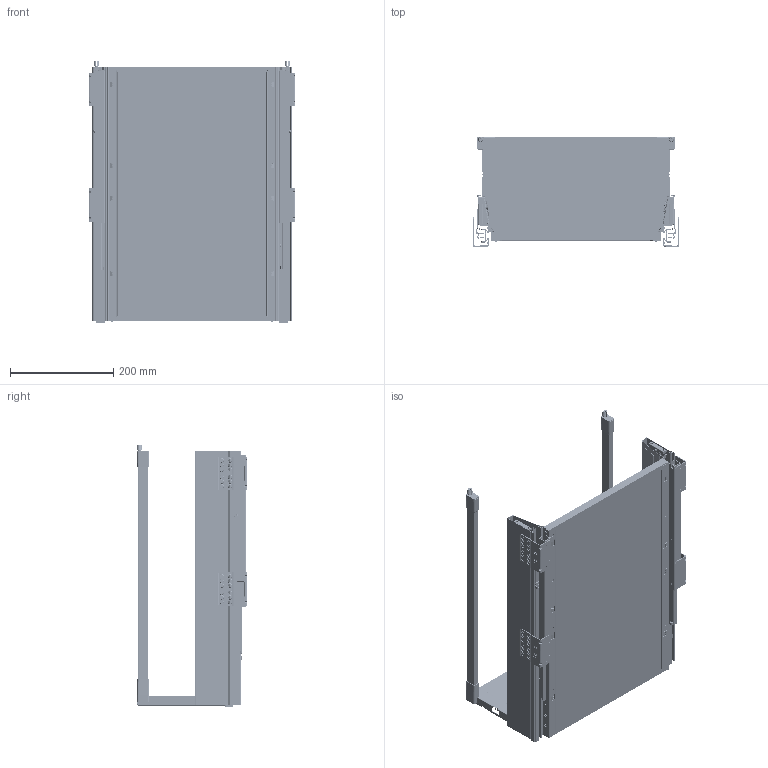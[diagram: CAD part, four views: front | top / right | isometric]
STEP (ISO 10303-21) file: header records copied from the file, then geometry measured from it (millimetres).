
FILE_DESCRIPTION(/* description */ (''),/* implementation_level */ '2;1');
FILE_NAME(/* name */ 'PB-MBPRO-KPL500C_C1.stp',/* time_stamp */ '2025-03-11T14:12:33+01:00',/* author */ ('tomaszw'),/* organization */ (''),/* preprocessor_version */ 'ST-DEVELOPER v20',/* originating_system */ 'Autodesk Inventor 2025',/* authorisation */ '');
FILE_SCHEMA (('AUTOMOTIVE_DESIGN { 1 0 10303 214 3 1 1 }'));
Products named in the file (65): PB-MBPRO-KPL500C_C1; SB2800-A01-R_550_ASM-01; SB2800-550-R_9-01; 00-DZJ-A-R_ASM__ASM-02; QJM-00_ASM_115_ASM; QJM-11_ASM_59_ASM; QJM-12_ASM_9_ASM; QJM-13_57; LG2_3_14; QJM-04_10; QJM-05_7; LG4_27; TOP-01_64; SB1801-CBJ-550-B-R-01; SB1800-WFA-R_164-01; SB2800-A01-R_550_ASM-01_1; SB2800-550-R_9-01_1; 00-DZJ-A-R_ASM__ASM-01; QJM-00_ASM_115_ASM_MIR1; QJM-11_ASM_59_ASM_MIR1; QJM-12_ASM_9_ASM_MIR1; QJM-13_57_MIR1; LG2_3_14_MIR1; QJM-04_10_MIR1; QJM-05_7_MIR1; LG4_27_MIR1; TOP-01_64_MIR1; SB1801-CBJ-550-B-R-01_1; SB1800-WFA-R_164-02; 450-R_ASM_343_ASM_MIR1-02; DG-450-1_ASM_6_ASM_MIR1_MIR; D450R_28_MIR1_MIR; ____12-1_3_MIR1_MIR; M450R_3_MIR1_MIR; SJ-500_ASM_26_ASM_MIR_MIR; ZNQ-BD_32_MIR_MIR1; U500-A-R_86_MIR_MIR; 450-R_ASM_343_ASM_MIR1-02_1; DG-450-1_ASM_6_ASM_MIR1; D450R_28_MIR1 ...
Assembly tree (69 placements, depth 7):
  PB-MBPRO-KPL500C_C1
    SB2800-A01-R_550_ASM-01
      SB2800-550-R_9-01
      00-DZJ-A-R_ASM__ASM-02
        QJM-00_ASM_115_ASM
          QJM-11_ASM_59_ASM
            QJM-12_ASM_9_ASM
              QJM-13_57
              LG2_3_14
              QJM-04_10
              QJM-05_7
            LG4_27
        TOP-01_64
      SB1801-CBJ-550-B-R-01
      SB1800-WFA-R_164-01
    SB2800-A01-R_550_ASM-01_1
      SB2800-550-R_9-01_1
      00-DZJ-A-R_ASM__ASM-01
        QJM-00_ASM_115_ASM_MIR1
          QJM-11_ASM_59_ASM_MIR1
            QJM-12_ASM_9_ASM_MIR1
              QJM-13_57_MIR1
              LG2_3_14_MIR1
              QJM-04_10_MIR1
              QJM-05_7_MIR1
            LG4_27_MIR1
        TOP-01_64_MIR1
      SB1801-CBJ-550-B-R-01_1
      SB1800-WFA-R_164-02
    450-R_ASM_343_ASM_MIR1-02
      DG-450-1_ASM_6_ASM_MIR1_MIR
        D450R_28_MIR1_MIR
        ____12-1_3_MIR1_MIR  x2
      M450R_3_MIR1_MIR
      SJ-500_ASM_26_ASM_MIR_MIR
        ZNQ-BD_32_MIR_MIR1
        U500-A-R_86_MIR_MIR
    450-R_ASM_343_ASM_MIR1-02_1
      DG-450-1_ASM_6_ASM_MIR1
        D450R_28_MIR1
        ____12-1_3_MIR1  x2
      M450R_3_MIR1
      SJ-500_ASM_26_ASM_MIR
        ZNQ-BD_32_MIR
        U500-A-R_86_MIR
    DNO_1.ipt-01
    scianka tylna nowa szuflada_199
    ______-R-199______
    ______-R-199_______MIR
    sb1801-m-00_asm-01_standard
      SB1800-M-10_ASM_111_ASM-01_standard
        SB1800-M-11_50
        SB1800-M-13_94
        SB1800-M-12_A1_22
        SB1800-M-12_A1_22_bez trzpienia
      SB1800-M-01_25_MIR-02
      SB1800-M-20_ASM_89_ASM
        SB1800-M-13_94
        SB1800-M-21_164
    sb1801-m-00_asm_MIR-01_standard
Bounding box: 400 x 212.94 x 508 mm (x, y, z)
Volume: 3986872.8 mm3; surface area: 1553332.3 mm2
Topology: 47 solids, 47 shells, 5747 faces, 15471 edges, 10004 vertices
Faces by surface type: plane 3250, cylinder 1851, bspline 258, cone 226, torus 120, sphere 42
Full cylindrical faces by diameter (mm): 2 x60, 2.5 x22, 2.95 x6, 3 x8, 3.2 x2, 3.3 x2, 3.5 x2, 4 x22, 4.2 x5, 4.5 x4, 5 x12, 6 x20, 6.3 x48, 6.8 x4, 7.8 x28, 8.6 x4, 9 x2, 10 x8, 10.2 x8, 11 x4, 12 x2
Entity records: 219922 total; most frequent: CARTESIAN_POINT 83606, ORIENTED_EDGE 27998, DIRECTION 27174, EDGE_CURVE 13999, LINE 9598, VECTOR 9598, VERTEX_POINT 9060, AXIS2_PLACEMENT_3D 8788
